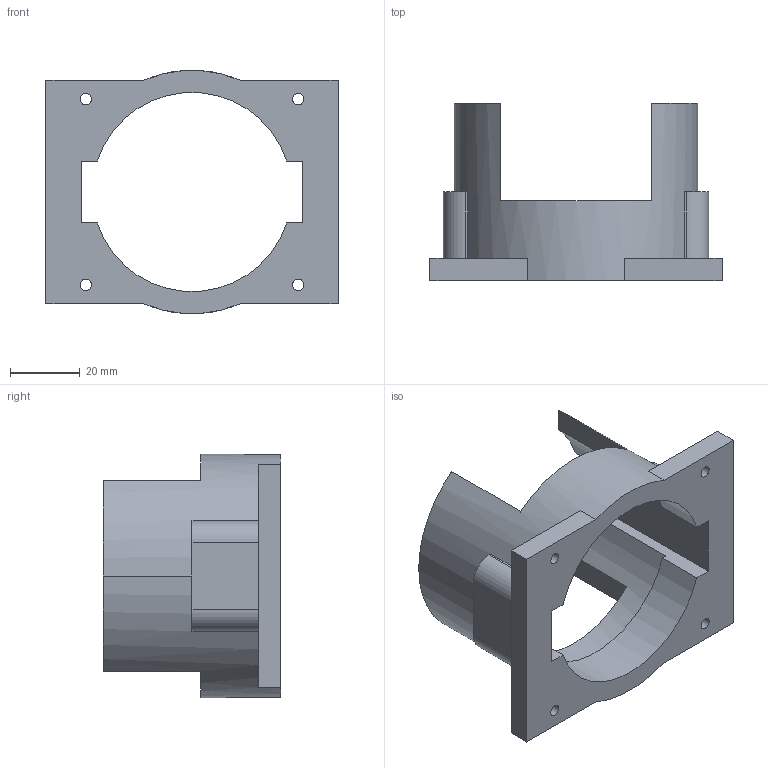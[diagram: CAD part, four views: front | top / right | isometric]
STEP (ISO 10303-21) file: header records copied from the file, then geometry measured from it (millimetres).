
FILE_DESCRIPTION((''),'2;1');
FILE_NAME('UVEX4-ATIK-ADAPTER','2022-10-24T16:19:33',('mark.l.sproul'),(''),'CREO PARAMETRIC BY PTC INC, 2017380','CREO PARAMETRIC BY PTC INC, 2017380','');
FILE_SCHEMA(('CONFIG_CONTROL_DESIGN'));
Length unit declared in the file: inch
Products named in the file (1): UVEX4-ATIK-ADAPTER
Bounding box: 83.82 x 50.8 x 69.85 mm (x, y, z)
Volume: 52318.7 mm3; surface area: 23279.8 mm2
Topology: 1 solids, 1 shells, 51 faces, 150 edges, 100 vertices
Faces by surface type: plane 33, cylinder 18
Entity records: 1776 total; most frequent: DIRECTION 304, CARTESIAN_POINT 301, ORIENTED_EDGE 300, EDGE_CURVE 150, AXIS2_PLACEMENT_3D 103, VERTEX_POINT 100, VECTOR 98, LINE 98
